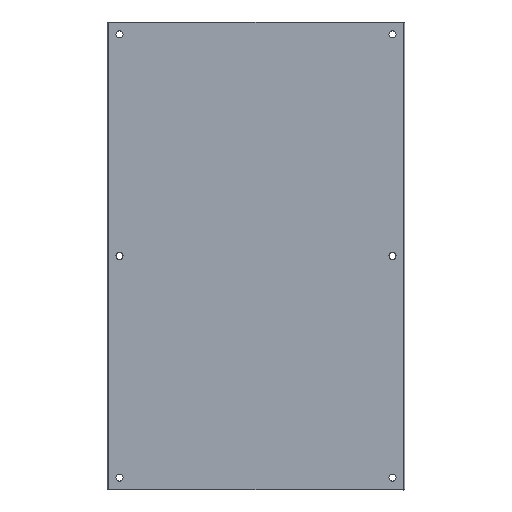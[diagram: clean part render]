
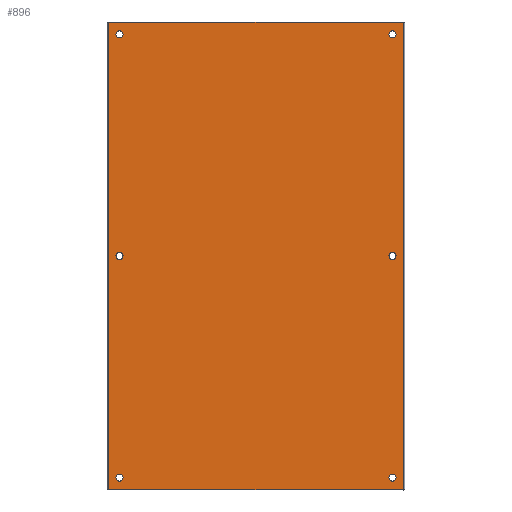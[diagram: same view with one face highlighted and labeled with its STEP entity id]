
A CAD part, front view. The second image highlights one B-rep face of the part: STEP entity #896.
In plain terms, the highlighted planar face has unit normal (0, -1, 0).
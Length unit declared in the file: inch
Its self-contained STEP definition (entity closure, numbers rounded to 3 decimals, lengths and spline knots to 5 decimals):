
#35 = CARTESIAN_POINT ( 'NONE',  ( -10.375, 0., 16.5 ) ) ;
#38 = VERTEX_POINT ( 'NONE', #762 ) ;
#41 = CIRCLE ( 'NONE', #587, 0.25 ) ;
#50 = EDGE_CURVE ( 'NONE', #822, #822, #879, .T. ) ;
#59 = VERTEX_POINT ( 'NONE', #1000 ) ;
#74 = EDGE_CURVE ( 'NONE', #59, #59, #505, .T. ) ;
#88 = AXIS2_PLACEMENT_3D ( 'NONE', #1035, #494, #1028 ) ;
#99 = CARTESIAN_POINT ( 'NONE',  ( 9.625, 0., 0. ) ) ;
#108 = DIRECTION ( 'NONE',  ( 1., 0., 0. ) ) ;
#113 = DIRECTION ( 'NONE',  ( 0., 0., -1. ) ) ;
#115 = CARTESIAN_POINT ( 'NONE',  ( -9.625, 0., -0.25 ) ) ;
#133 = EDGE_CURVE ( 'NONE', #372, #372, #975, .T. ) ;
#158 = EDGE_LOOP ( 'NONE', ( #939 ) ) ;
#204 = ORIENTED_EDGE ( 'NONE', *, *, #1005, .T. ) ;
#247 = FACE_OUTER_BOUND ( 'NONE', #343, .T. ) ;
#267 = EDGE_CURVE ( 'NONE', #38, #38, #41, .T. ) ;
#271 = CARTESIAN_POINT ( 'NONE',  ( 10.375, 0., 16.5 ) ) ;
#276 = CARTESIAN_POINT ( 'NONE',  ( -9.625, 0., 15.625 ) ) ;
#290 = ORIENTED_EDGE ( 'NONE', *, *, #785, .T. ) ;
#304 = VECTOR ( 'NONE', #108, 39.37008 ) ;
#322 = AXIS2_PLACEMENT_3D ( 'NONE', #805, #1047, #332 ) ;
#332 = DIRECTION ( 'NONE',  ( 0., 0., -1. ) ) ;
#343 = EDGE_LOOP ( 'NONE', ( #204, #381, #542, #487 ) ) ;
#344 = EDGE_LOOP ( 'NONE', ( #618 ) ) ;
#346 = CARTESIAN_POINT ( 'NONE',  ( -9.625, 0., -15.625 ) ) ;
#347 = DIRECTION ( 'NONE',  ( 0., -1., 0. ) ) ;
#353 = LINE ( 'NONE', #614, #851 ) ;
#358 = EDGE_CURVE ( 'NONE', #366, #1006, #378, .T. ) ;
#359 = CARTESIAN_POINT ( 'NONE',  ( 9.625, 0., 15.375 ) ) ;
#362 = CARTESIAN_POINT ( 'NONE',  ( -9.625, 0., -15.875 ) ) ;
#366 = VERTEX_POINT ( 'NONE', #35 ) ;
#372 = VERTEX_POINT ( 'NONE', #362 ) ;
#378 = LINE ( 'NONE', #920, #432 ) ;
#381 = ORIENTED_EDGE ( 'NONE', *, *, #406, .T. ) ;
#382 = EDGE_LOOP ( 'NONE', ( #290 ) ) ;
#395 = AXIS2_PLACEMENT_3D ( 'NONE', #431, #347, #905 ) ;
#406 = EDGE_CURVE ( 'NONE', #980, #856, #353, .T. ) ;
#428 = FACE_BOUND ( 'NONE', #158, .T. ) ;
#430 = VECTOR ( 'NONE', #849, 39.37008 ) ;
#431 = CARTESIAN_POINT ( 'NONE',  ( -10.5, 0., -16.5 ) ) ;
#432 = VECTOR ( 'NONE', #113, 39.37008 ) ;
#436 = EDGE_CURVE ( 'NONE', #754, #754, #551, .T. ) ;
#444 = DIRECTION ( 'NONE',  ( 0., 0., -1. ) ) ;
#449 = ORIENTED_EDGE ( 'NONE', *, *, #74, .T. ) ;
#456 = CARTESIAN_POINT ( 'NONE',  ( -10.5, 0., -16.5 ) ) ;
#470 = CIRCLE ( 'NONE', #322, 0.25 ) ;
#475 = EDGE_LOOP ( 'NONE', ( #541 ) ) ;
#487 = ORIENTED_EDGE ( 'NONE', *, *, #358, .T. ) ;
#488 = EDGE_LOOP ( 'NONE', ( #449 ) ) ;
#494 = DIRECTION ( 'NONE',  ( 0., 1., 0. ) ) ;
#498 = EDGE_CURVE ( 'NONE', #856, #366, #874, .T. ) ;
#505 = CIRCLE ( 'NONE', #88, 0.25 ) ;
#514 = EDGE_LOOP ( 'NONE', ( #527 ) ) ;
#518 = PLANE ( 'NONE',  #395 ) ;
#520 = AXIS2_PLACEMENT_3D ( 'NONE', #346, #597, #810 ) ;
#527 = ORIENTED_EDGE ( 'NONE', *, *, #50, .T. ) ;
#533 = LINE ( 'NONE', #456, #304 ) ;
#541 = ORIENTED_EDGE ( 'NONE', *, *, #436, .T. ) ;
#542 = ORIENTED_EDGE ( 'NONE', *, *, #498, .T. ) ;
#551 = CIRCLE ( 'NONE', #1017, 0.25 ) ;
#574 = DIRECTION ( 'NONE',  ( 0., 0., -1. ) ) ;
#580 = CARTESIAN_POINT ( 'NONE',  ( -9.625, 0., 0. ) ) ;
#587 = AXIS2_PLACEMENT_3D ( 'NONE', #99, #611, #756 ) ;
#597 = DIRECTION ( 'NONE',  ( 0., 1., 0. ) ) ;
#611 = DIRECTION ( 'NONE',  ( 0., 1., 0. ) ) ;
#614 = CARTESIAN_POINT ( 'NONE',  ( 10.375, 0., -16.5 ) ) ;
#618 = ORIENTED_EDGE ( 'NONE', *, *, #133, .T. ) ;
#653 = DIRECTION ( 'NONE',  ( 0., 1., 0. ) ) ;
#754 = VERTEX_POINT ( 'NONE', #846 ) ;
#756 = DIRECTION ( 'NONE',  ( 0., 0., -1. ) ) ;
#762 = CARTESIAN_POINT ( 'NONE',  ( 9.625, 0., -0.25 ) ) ;
#769 = AXIS2_PLACEMENT_3D ( 'NONE', #580, #653, #574 ) ;
#778 = CARTESIAN_POINT ( 'NONE',  ( -10.5, 0., 16.5 ) ) ;
#785 = EDGE_CURVE ( 'NONE', #795, #795, #470, .T. ) ;
#795 = VERTEX_POINT ( 'NONE', #359 ) ;
#805 = CARTESIAN_POINT ( 'NONE',  ( 9.625, 0., 15.625 ) ) ;
#810 = DIRECTION ( 'NONE',  ( 0., 0., -1. ) ) ;
#817 = CARTESIAN_POINT ( 'NONE',  ( 10.375, 0., -16.5 ) ) ;
#822 = VERTEX_POINT ( 'NONE', #115 ) ;
#836 = FACE_BOUND ( 'NONE', #382, .T. ) ;
#841 = CARTESIAN_POINT ( 'NONE',  ( -10.375, 0., -16.5 ) ) ;
#846 = CARTESIAN_POINT ( 'NONE',  ( -9.625, 0., 15.375 ) ) ;
#849 = DIRECTION ( 'NONE',  ( -1., 0., 0. ) ) ;
#851 = VECTOR ( 'NONE', #911, 39.37008 ) ;
#856 = VERTEX_POINT ( 'NONE', #271 ) ;
#860 = FACE_BOUND ( 'NONE', #488, .T. ) ;
#873 = FACE_BOUND ( 'NONE', #344, .T. ) ;
#874 = LINE ( 'NONE', #778, #430 ) ;
#879 = CIRCLE ( 'NONE', #769, 0.25 ) ;
#896 = ADVANCED_FACE ( 'NONE', ( #247, #836, #860, #873, #1015, #935, #428 ), #518, .T. ) ;
#905 = DIRECTION ( 'NONE',  ( 0., 0., -1. ) ) ;
#911 = DIRECTION ( 'NONE',  ( 0., 0., 1. ) ) ;
#917 = DIRECTION ( 'NONE',  ( 0., 1., 0. ) ) ;
#920 = CARTESIAN_POINT ( 'NONE',  ( -10.375, 0., -16.5 ) ) ;
#935 = FACE_BOUND ( 'NONE', #514, .T. ) ;
#939 = ORIENTED_EDGE ( 'NONE', *, *, #267, .T. ) ;
#975 = CIRCLE ( 'NONE', #520, 0.25 ) ;
#980 = VERTEX_POINT ( 'NONE', #817 ) ;
#1000 = CARTESIAN_POINT ( 'NONE',  ( 9.625, 0., -15.875 ) ) ;
#1005 = EDGE_CURVE ( 'NONE', #1006, #980, #533, .T. ) ;
#1006 = VERTEX_POINT ( 'NONE', #841 ) ;
#1015 = FACE_BOUND ( 'NONE', #475, .T. ) ;
#1017 = AXIS2_PLACEMENT_3D ( 'NONE', #276, #917, #444 ) ;
#1028 = DIRECTION ( 'NONE',  ( 0., 0., -1. ) ) ;
#1035 = CARTESIAN_POINT ( 'NONE',  ( 9.625, 0., -15.625 ) ) ;
#1047 = DIRECTION ( 'NONE',  ( 0., 1., 0. ) ) ;
